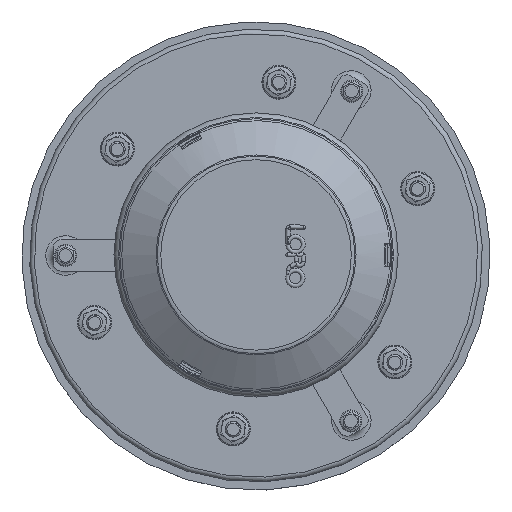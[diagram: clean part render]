
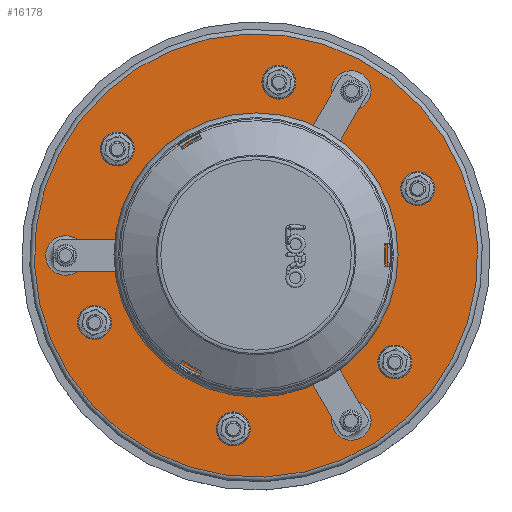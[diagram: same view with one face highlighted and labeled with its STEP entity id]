
A CAD part, top view. The second image highlights one B-rep face of the part: STEP entity #16178.
In plain terms, the highlighted planar face has unit normal (0, 0, 1).
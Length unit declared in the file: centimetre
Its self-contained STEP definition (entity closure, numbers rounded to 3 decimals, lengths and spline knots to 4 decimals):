
#459=FACE_BOUND('',#3095,.T.);
#460=FACE_BOUND('',#3096,.T.);
#461=FACE_BOUND('',#3097,.T.);
#462=FACE_BOUND('',#3098,.T.);
#463=FACE_BOUND('',#3099,.T.);
#464=FACE_BOUND('',#3100,.T.);
#465=FACE_BOUND('',#3101,.T.);
#466=FACE_BOUND('',#3102,.T.);
#467=FACE_BOUND('',#3103,.T.);
#468=FACE_BOUND('',#3104,.T.);
#728=PLANE('',#20500);
#1951=FACE_OUTER_BOUND('',#3094,.T.);
#3094=EDGE_LOOP('',(#11046));
#3095=EDGE_LOOP('',(#11047));
#3096=EDGE_LOOP('',(#11048));
#3097=EDGE_LOOP('',(#11049));
#3098=EDGE_LOOP('',(#11050));
#3099=EDGE_LOOP('',(#11051));
#3100=EDGE_LOOP('',(#11052));
#3101=EDGE_LOOP('',(#11053));
#3102=EDGE_LOOP('',(#11054));
#3103=EDGE_LOOP('',(#11055));
#3104=EDGE_LOOP('',(#11056));
#4495=CIRCLE('',#20498,12.6615);
#4497=CIRCLE('',#20501,142.);
#4498=CIRCLE('',#20502,12.6615);
#4499=CIRCLE('',#20503,82.);
#4500=CIRCLE('',#20504,8.);
#4501=CIRCLE('',#20505,8.);
#4502=CIRCLE('',#20506,8.);
#4503=CIRCLE('',#20507,8.);
#4504=CIRCLE('',#20508,8.);
#4505=CIRCLE('',#20509,8.);
#4506=CIRCLE('',#20510,12.6615);
#5645=VERTEX_POINT('',#29194);
#5646=VERTEX_POINT('',#29199);
#5647=VERTEX_POINT('',#29201);
#5648=VERTEX_POINT('',#29203);
#5649=VERTEX_POINT('',#29205);
#5650=VERTEX_POINT('',#29207);
#5651=VERTEX_POINT('',#29209);
#5652=VERTEX_POINT('',#29211);
#5653=VERTEX_POINT('',#29213);
#5654=VERTEX_POINT('',#29215);
#5655=VERTEX_POINT('',#29217);
#7689=EDGE_CURVE('',#5645,#5645,#4495,.T.);
#7691=EDGE_CURVE('',#5646,#5646,#4497,.T.);
#7692=EDGE_CURVE('',#5647,#5647,#4498,.T.);
#7693=EDGE_CURVE('',#5648,#5648,#4499,.T.);
#7694=EDGE_CURVE('',#5649,#5649,#4500,.T.);
#7695=EDGE_CURVE('',#5650,#5650,#4501,.T.);
#7696=EDGE_CURVE('',#5651,#5651,#4502,.T.);
#7697=EDGE_CURVE('',#5652,#5652,#4503,.T.);
#7698=EDGE_CURVE('',#5653,#5653,#4504,.T.);
#7699=EDGE_CURVE('',#5654,#5654,#4505,.T.);
#7700=EDGE_CURVE('',#5655,#5655,#4506,.T.);
#11046=ORIENTED_EDGE('',*,*,#7691,.F.);
#11047=ORIENTED_EDGE('',*,*,#7692,.F.);
#11048=ORIENTED_EDGE('',*,*,#7693,.T.);
#11049=ORIENTED_EDGE('',*,*,#7694,.T.);
#11050=ORIENTED_EDGE('',*,*,#7695,.T.);
#11051=ORIENTED_EDGE('',*,*,#7696,.T.);
#11052=ORIENTED_EDGE('',*,*,#7697,.T.);
#11053=ORIENTED_EDGE('',*,*,#7698,.T.);
#11054=ORIENTED_EDGE('',*,*,#7699,.T.);
#11055=ORIENTED_EDGE('',*,*,#7700,.F.);
#11056=ORIENTED_EDGE('',*,*,#7689,.F.);
#16178=ADVANCED_FACE('',(#1951,#459,#460,#461,#462,#463,#464,#465,#466,
#467,#468),#728,.T.);
#20498=AXIS2_PLACEMENT_3D('',#29196,#23471,#23472);
#20500=AXIS2_PLACEMENT_3D('',#29198,#23475,#23476);
#20501=AXIS2_PLACEMENT_3D('',#29200,#23477,#23478);
#20502=AXIS2_PLACEMENT_3D('',#29202,#23479,#23480);
#20503=AXIS2_PLACEMENT_3D('',#29204,#23481,#23482);
#20504=AXIS2_PLACEMENT_3D('',#29206,#23483,#23484);
#20505=AXIS2_PLACEMENT_3D('',#29208,#23485,#23486);
#20506=AXIS2_PLACEMENT_3D('',#29210,#23487,#23488);
#20507=AXIS2_PLACEMENT_3D('',#29212,#23489,#23490);
#20508=AXIS2_PLACEMENT_3D('',#29214,#23491,#23492);
#20509=AXIS2_PLACEMENT_3D('',#29216,#23493,#23494);
#20510=AXIS2_PLACEMENT_3D('',#29218,#23495,#23496);
#23471=DIRECTION('center_axis',(0.,0.,1.));
#23472=DIRECTION('ref_axis',(-0.609,0.793,0.));
#23475=DIRECTION('center_axis',(0.,0.,1.));
#23476=DIRECTION('ref_axis',(0.,-1.,0.));
#23477=DIRECTION('center_axis',(0.,0.,-1.));
#23478=DIRECTION('ref_axis',(1.,0.,0.));
#23479=DIRECTION('center_axis',(0.,0.,1.));
#23480=DIRECTION('ref_axis',(-0.383,-0.924,0.));
#23481=DIRECTION('center_axis',(0.,0.,-1.));
#23482=DIRECTION('ref_axis',(1.,0.,0.));
#23483=DIRECTION('center_axis',(0.,0.,-1.));
#23484=DIRECTION('ref_axis',(-1.,0.,0.));
#23485=DIRECTION('center_axis',(0.,0.,-1.));
#23486=DIRECTION('ref_axis',(-1.,0.,0.));
#23487=DIRECTION('center_axis',(0.,0.,-1.));
#23488=DIRECTION('ref_axis',(-1.,0.,0.));
#23489=DIRECTION('center_axis',(0.,0.,-1.));
#23490=DIRECTION('ref_axis',(-1.,0.,0.));
#23491=DIRECTION('center_axis',(0.,0.,-1.));
#23492=DIRECTION('ref_axis',(1.,0.,0.));
#23493=DIRECTION('center_axis',(0.,0.,-1.));
#23494=DIRECTION('ref_axis',(-1.,0.,0.));
#23495=DIRECTION('center_axis',(0.,0.,1.));
#23496=DIRECTION('ref_axis',(0.991,0.131,0.));
#29194=CARTESIAN_POINT('',(3394.4351,2801.9356,6.));
#29196=CARTESIAN_POINT('Origin',(3394.4351,2814.5971,6.));
#29198=CARTESIAN_POINT('Origin',(3349.2242,2888.866,6.));
#29199=CARTESIAN_POINT('',(3491.2242,2746.866,6.));
#29200=CARTESIAN_POINT('Origin',(3491.2242,2888.866,6.));
#29201=CARTESIAN_POINT('',(3603.9375,2829.5171,6.));
#29202=CARTESIAN_POINT('Origin',(3603.9375,2842.1786,6.));
#29203=CARTESIAN_POINT('',(3491.2242,2806.866,6.));
#29204=CARTESIAN_POINT('Origin',(3491.2242,2888.866,6.));
#29205=CARTESIAN_POINT('',(3555.2242,2985.8609,6.));
#29206=CARTESIAN_POINT('Origin',(3547.2242,2985.8609,6.));
#29207=CARTESIAN_POINT('',(3443.2242,2985.8609,6.));
#29208=CARTESIAN_POINT('Origin',(3435.2242,2985.8609,6.));
#29209=CARTESIAN_POINT('',(3555.2242,2791.8712,6.));
#29210=CARTESIAN_POINT('Origin',(3547.2242,2791.8712,6.));
#29211=CARTESIAN_POINT('',(3443.2242,2791.8712,6.));
#29212=CARTESIAN_POINT('Origin',(3435.2242,2791.8712,6.));
#29213=CARTESIAN_POINT('',(3371.2242,2888.866,6.));
#29214=CARTESIAN_POINT('Origin',(3379.2242,2888.866,6.));
#29215=CARTESIAN_POINT('',(3611.2242,2888.866,6.));
#29216=CARTESIAN_POINT('Origin',(3603.2242,2888.866,6.));
#29217=CARTESIAN_POINT('',(3475.3,2997.1608,6.));
#29218=CARTESIAN_POINT('Origin',(3475.3,3009.8223,6.));
